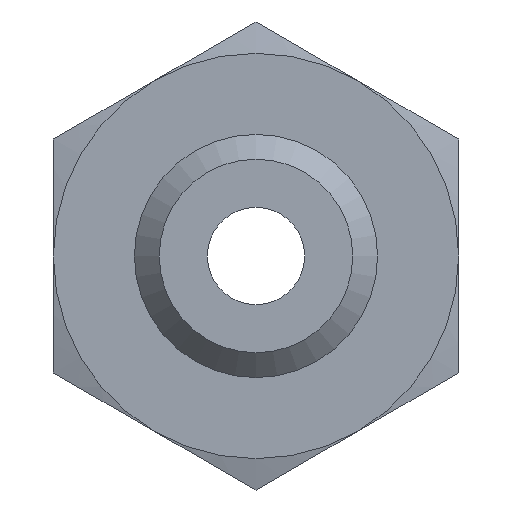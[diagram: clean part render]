
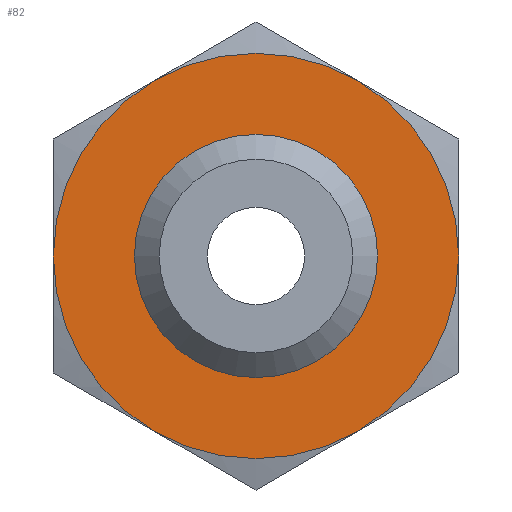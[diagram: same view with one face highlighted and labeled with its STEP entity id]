
A CAD part, front view. The second image highlights one B-rep face of the part: STEP entity #82.
In plain terms, the highlighted planar face has unit normal (0, -1, 0).
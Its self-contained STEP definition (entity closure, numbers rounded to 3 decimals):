
#82 = ADVANCED_FACE( '', ( #185, #186 ), #187, .T. );
#185 = FACE_OUTER_BOUND( '', #310, .T. );
#186 = FACE_BOUND( '', #311, .T. );
#187 = PLANE( '', #312 );
#310 = EDGE_LOOP( '', ( #471 ) );
#311 = EDGE_LOOP( '', ( #472 ) );
#312 = AXIS2_PLACEMENT_3D( '', #473, #474, #475 );
#471 = ORIENTED_EDGE( '', *, *, #680, .T. );
#472 = ORIENTED_EDGE( '', *, *, #671, .F. );
#473 = CARTESIAN_POINT( '', ( 1.194, 0., 0. ) );
#474 = DIRECTION( '', ( 0., -1., 0. ) );
#475 = DIRECTION( '', ( 0., 0., -1. ) );
#671 = EDGE_CURVE( '', #784, #784, #785, .T. );
#680 = EDGE_CURVE( '', #798, #798, #799, .T. );
#784 = VERTEX_POINT( '', #951 );
#785 = CIRCLE( '', #952, 1.194 );
#798 = VERTEX_POINT( '', #968 );
#799 = CIRCLE( '', #969, 2.5 );
#951 = CARTESIAN_POINT( '', ( 0., 0., -1.194 ) );
#952 = AXIS2_PLACEMENT_3D( '', #1099, #1100, #1101 );
#968 = CARTESIAN_POINT( '', ( 0., 0., -2.5 ) );
#969 = AXIS2_PLACEMENT_3D( '', #1114, #1115, #1116 );
#1099 = CARTESIAN_POINT( '', ( 0., 0., 0. ) );
#1100 = DIRECTION( '', ( 0., -1., 0. ) );
#1101 = DIRECTION( '', ( 0., 0., -1. ) );
#1114 = CARTESIAN_POINT( '', ( 0., 0., 0. ) );
#1115 = DIRECTION( '', ( 0., -1., 0. ) );
#1116 = DIRECTION( '', ( 0., 0., -1. ) );
